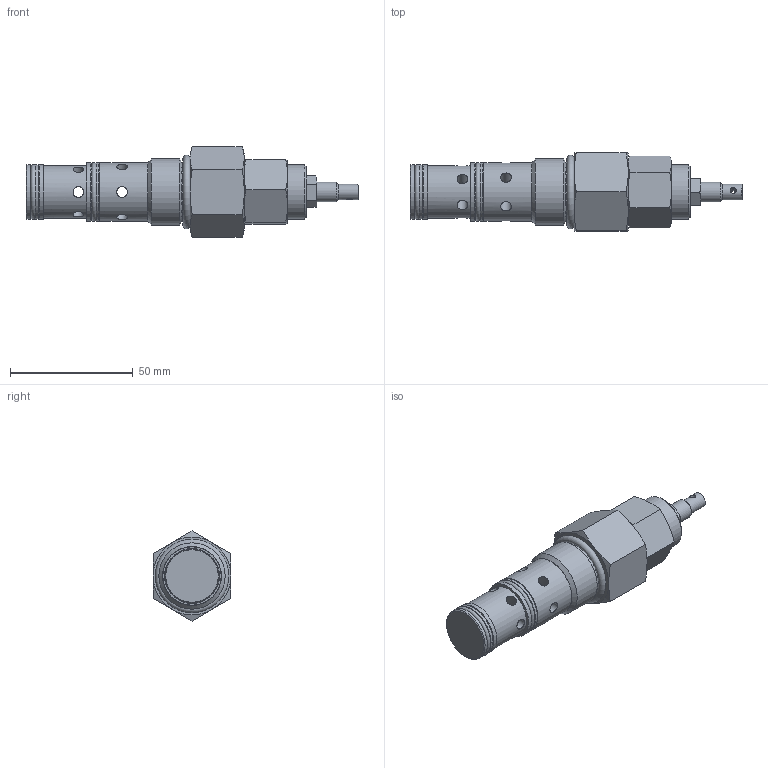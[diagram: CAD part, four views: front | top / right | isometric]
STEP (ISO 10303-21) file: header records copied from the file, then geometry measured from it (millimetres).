
FILE_DESCRIPTION((''),'2;1');
FILE_NAME('2912.stp','2015-02-05T09:38:34',('jml'),(''),'Autodesk Inventor 2010','Autodesk Inventor 2010','');
FILE_SCHEMA(('AUTOMOTIVE_DESIGN { 1 0 10303 214 1 1 1 1 }'));
Length unit declared in the file: inch
Products named in the file (12): 2712 (LevelofDetail1); 220900; 220834; 220835; 009 O-RING; 018 O-RING; 018 BACKUP; 019 O-RING; 019 BACKUP; 910 O-RING; 912 O-RING; 990172
Assembly tree (11 placements, depth 2):
  2712 (LevelofDetail1)
    220900
    220834
    220835
    009 O-RING
    018 O-RING
    018 BACKUP
    019 O-RING
    019 BACKUP
    910 O-RING
    912 O-RING
    990172
Bounding box: 135.19 x 31.75 x 36.66 mm (x, y, z)
Volume: 58744.2 mm3; surface area: 22343.8 mm2
Topology: 11 solids, 11 shells, 264 faces, 661 edges, 429 vertices
Faces by surface type: plane 136, cone 58, cylinder 53, bspline 11, torus 6
Full cylindrical faces by diameter (mm): 1.392 x1, 2.438 x2, 4.369 x12, 5.537 x1, 6.274 x1, 6.35 x1, 7.874 x1, 7.925 x1, 8.255 x1, 11.794 x1, 12.522 x1, 19.558 x1, 19.685 x2, 21.158 x1, 21.26 x1, 21.336 x1, 22.098 x1, 22.174 x2, 22.225 x2, 23.749 x2, 23.8 x1, 24.054 x1, 26.975 x1
Entity records: 8358 total; most frequent: CARTESIAN_POINT 2116, DIRECTION 1185, ORIENTED_EDGE 1144, EDGE_CURVE 572, AXIS2_PLACEMENT_3D 459, VERTEX_POINT 406, EDGE_LOOP 382, VECTOR 267
